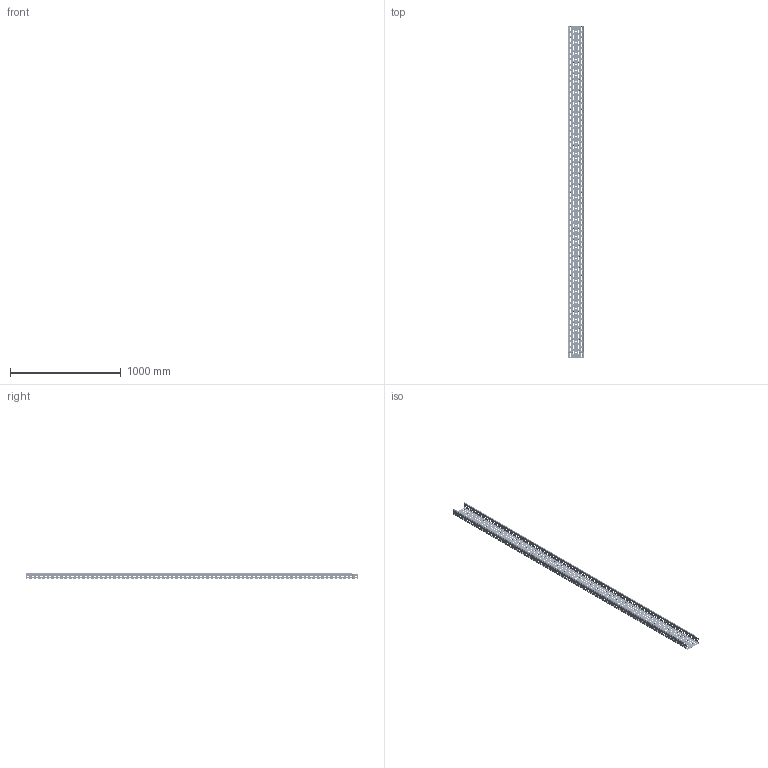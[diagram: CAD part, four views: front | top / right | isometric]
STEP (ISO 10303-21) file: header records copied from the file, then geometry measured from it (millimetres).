
FILE_DESCRIPTION(/* description */ (''),/* implementation_level */ '2;1');
FILE_NAME(/* name */ 'KGJ_KGOJ150H60_3.stp',/* time_stamp */ '2020-03-24T14:13:51+01:00',/* author */ ('stanislaw.luczak'),/* organization */ (''),/* preprocessor_version */ 'ST-DEVELOPER v18',/* originating_system */ 'Autodesk Inventor 2020',/* authorisation */ '');
FILE_SCHEMA (('AUTOMOTIVE_DESIGN { 1 0 10303 214 3 1 1 }'));
Products named in the file (1): KGJ150H60_3
Bounding box: 152 x 3000 x 62.17 mm (x, y, z)
Volume: 765250.6 mm3; surface area: 1572704.6 mm2
Topology: 1 solids, 1 shells, 10306 faces, 24470 edges, 14715 vertices
Faces by surface type: cylinder 3807, plane 3605, torus 1909, cone 952, bspline 33
Full cylindrical faces by diameter (mm): 11 x59
Entity records: 298694 total; most frequent: DIRECTION 55985, CARTESIAN_POINT 50660, ORIENTED_EDGE 48940, EDGE_CURVE 24470, AXIS2_PLACEMENT_3D 21289, VERTEX_POINT 14715, LINE 13407, VECTOR 13407
